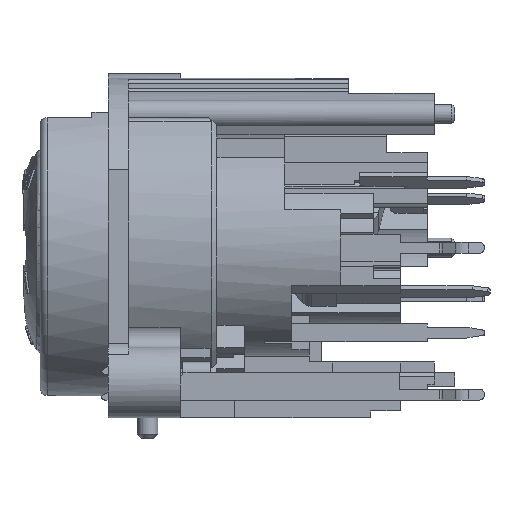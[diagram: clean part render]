
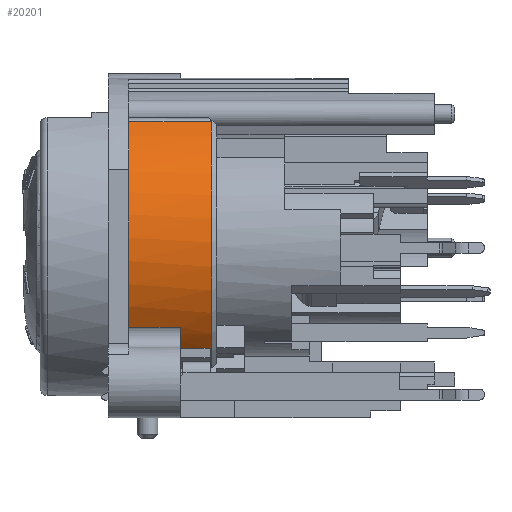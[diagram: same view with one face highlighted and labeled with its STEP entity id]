
A CAD part, left-side view. The second image highlights one B-rep face of the part: STEP entity #20201.
In plain terms, the highlighted cylindrical face has radius 10.9 mm (diameter 21.8 mm), a partial arc.
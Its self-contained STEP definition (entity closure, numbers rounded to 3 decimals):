
#2698=CARTESIAN_POINT('',(-7.473,-8.595,7.402));
#2699=VERTEX_POINT('',#2698);
#2706=CARTESIAN_POINT('',(-8.677,-8.595,8.966));
#2707=VERTEX_POINT('',#2706);
#2708=CARTESIAN_POINT('',(0.527,-8.595,14.805));
#2709=DIRECTION('',(0.0,-1.0,0.0));
#2710=DIRECTION('',(-1.0,0.0,0.0));
#2711=AXIS2_PLACEMENT_3D('',#2708,#2709,#2710);
#2712=CIRCLE('',#2711,10.9);
#2713=EDGE_CURVE('',#2707,#2699,#2712,.T.);
#20136=CARTESIAN_POINT('',(0.527,-1.295,14.805));
#20137=DIRECTION('',(0.,-1.0,0.));
#20138=DIRECTION('',(-1.0,0.0,0.0));
#20139=AXIS2_PLACEMENT_3D('',#20136,#20137,#20138);
#20140=CYLINDRICAL_SURFACE('',#20139,10.9);
#20141=CARTESIAN_POINT('',(-8.677,-4.795,8.966));
#20142=VERTEX_POINT('',#20141);
#20143=CARTESIAN_POINT('',(-8.677,-4.795,8.966));
#20144=DIRECTION('',(0.0,-1.0,0.0));
#20145=VECTOR('',#20144,3.8);
#20146=LINE('',#20143,#20145);
#20147=EDGE_CURVE('',#20142,#2707,#20146,.T.);
#20148=ORIENTED_EDGE('',*,*,#20147,.T.);
#20149=ORIENTED_EDGE('',*,*,#2713,.T.);
#20150=CARTESIAN_POINT('',(-7.473,-10.795,7.402));
#20151=VERTEX_POINT('',#20150);
#20152=CARTESIAN_POINT('',(-7.473,-8.595,7.402));
#20153=DIRECTION('',(0.0,-1.0,0.0));
#20154=VECTOR('',#20153,2.2);
#20155=LINE('',#20152,#20154);
#20156=EDGE_CURVE('',#2699,#20151,#20155,.T.);
#20157=ORIENTED_EDGE('',*,*,#20156,.T.);
#20158=CARTESIAN_POINT('',(-5.847,-10.795,5.964));
#20159=VERTEX_POINT('',#20158);
#20160=CARTESIAN_POINT('',(0.527,-10.795,14.805));
#20161=DIRECTION('',(0.,1.0,0.));
#20162=DIRECTION('',(0.734,0.,0.679));
#20163=AXIS2_PLACEMENT_3D('',#20160,#20161,#20162);
#20164=CIRCLE('',#20163,10.9);
#20165=EDGE_CURVE('',#20159,#20151,#20164,.T.);
#20166=ORIENTED_EDGE('',*,*,#20165,.F.);
#20167=CARTESIAN_POINT('',(-5.847,-10.895,5.964));
#20168=VERTEX_POINT('',#20167);
#20169=CARTESIAN_POINT('',(-5.847,-10.795,5.964));
#20170=DIRECTION('',(0.0,-1.0,0.0));
#20171=VECTOR('',#20170,0.1);
#20172=LINE('',#20169,#20171);
#20173=EDGE_CURVE('',#20159,#20168,#20172,.T.);
#20174=ORIENTED_EDGE('',*,*,#20173,.T.);
#20175=CARTESIAN_POINT('',(-5.195,-10.895,24.082));
#20176=VERTEX_POINT('',#20175);
#20177=CARTESIAN_POINT('',(0.527,-10.895,14.805));
#20178=DIRECTION('',(0.0,-1.0,0.0));
#20179=DIRECTION('',(-1.0,0.0,0.0));
#20180=AXIS2_PLACEMENT_3D('',#20177,#20178,#20179);
#20181=CIRCLE('',#20180,10.9);
#20182=EDGE_CURVE('',#20176,#20168,#20181,.T.);
#20183=ORIENTED_EDGE('',*,*,#20182,.F.);
#20184=CARTESIAN_POINT('',(-5.195,-4.795,24.082));
#20185=VERTEX_POINT('',#20184);
#20186=CARTESIAN_POINT('',(-5.195,-4.795,24.082));
#20187=DIRECTION('',(0.0,-1.0,0.0));
#20188=VECTOR('',#20187,6.1);
#20189=LINE('',#20186,#20188);
#20190=EDGE_CURVE('',#20185,#20176,#20189,.T.);
#20191=ORIENTED_EDGE('',*,*,#20190,.F.);
#20192=CARTESIAN_POINT('',(0.527,-4.795,14.805));
#20193=DIRECTION('',(0.0,-1.0,0.0));
#20194=DIRECTION('',(-1.0,0.0,0.0));
#20195=AXIS2_PLACEMENT_3D('',#20192,#20193,#20194);
#20196=CIRCLE('',#20195,10.9);
#20197=EDGE_CURVE('',#20185,#20142,#20196,.T.);
#20198=ORIENTED_EDGE('',*,*,#20197,.T.);
#20199=EDGE_LOOP('',(#20148,#20149,#20157,#20166,#20174,#20183,#20191,#20198));
#20200=FACE_OUTER_BOUND('',#20199,.T.);
#20201=ADVANCED_FACE('',(#20200),#20140,.T.);
